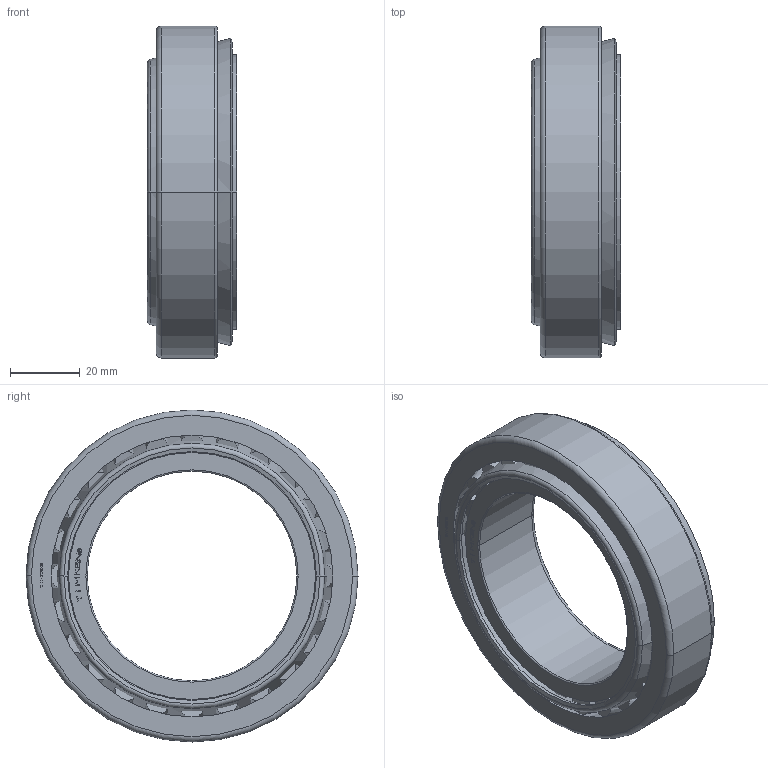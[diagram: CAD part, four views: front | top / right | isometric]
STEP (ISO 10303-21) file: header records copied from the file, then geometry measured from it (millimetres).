
FILE_DESCRIPTION(('starvars output'),'1');
FILE_NAME('32012X.stp','19:34:17 2023/12/13',('TraceParts'),(' '),'Spatial InterOp 3D',' ',' ');
FILE_SCHEMA(('AUTOMOTIVE_DESIGN { 1 0 10303 214 3 1 1 }'));
Length unit declared in the file: millimetre
Products named in the file (1): 1
Bounding box: 25.5 x 95 x 95 mm (x, y, z)
Volume: 78212.7 mm3; surface area: 50725.7 mm2
Topology: 27 solids, 27 shells, 494 faces, 1188 edges, 782 vertices
Faces by surface type: plane 376, cone 68, cylinder 40, torus 10
Entity records: 18529 total; most frequent: CARTESIAN_POINT 2491, DIRECTION 2446, ORIENTED_EDGE 2376, EDGE_CURVE 1188, LINE 972, VECTOR 972, VERTEX_POINT 782, AXIS2_PLACEMENT_3D 737
